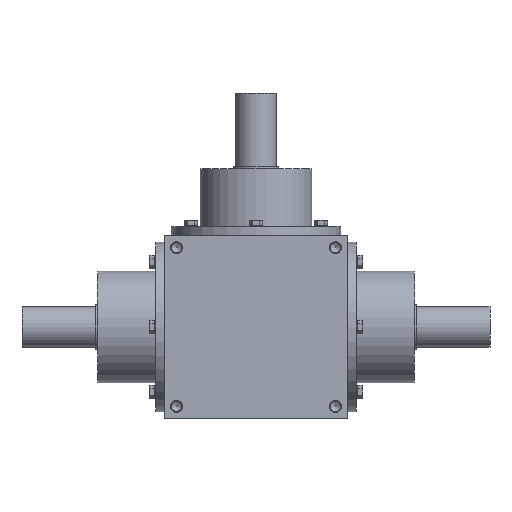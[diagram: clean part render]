
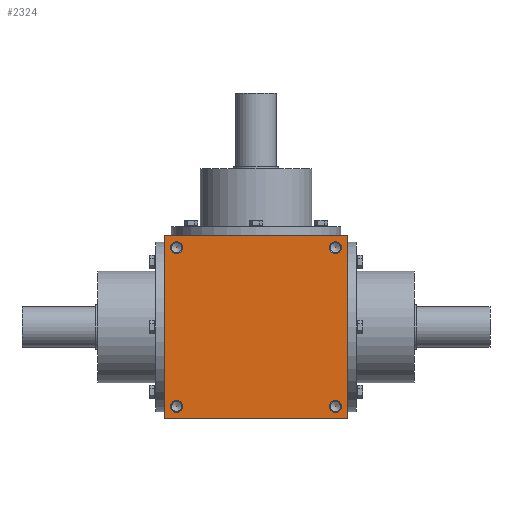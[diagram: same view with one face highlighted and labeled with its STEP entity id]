
A CAD part, front view. The second image highlights one B-rep face of the part: STEP entity #2324.
In plain terms, the highlighted planar face has unit normal (0, -1, 0).
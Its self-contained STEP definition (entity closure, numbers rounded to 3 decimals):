
#322=LINE('',#4192,#366);
#325=LINE('',#4206,#369);
#326=LINE('',#4208,#370);
#327=LINE('',#4210,#371);
#366=VECTOR('',#3390,1000.);
#369=VECTOR('',#3403,1000.);
#370=VECTOR('',#3404,1000.);
#371=VECTOR('',#3405,1000.);
#771=ORIENTED_EDGE('',*,*,#1209,.T.);
#772=ORIENTED_EDGE('',*,*,#1210,.T.);
#773=ORIENTED_EDGE('',*,*,#1211,.F.);
#774=ORIENTED_EDGE('',*,*,#1212,.F.);
#775=ORIENTED_EDGE('',*,*,#1213,.T.);
#776=ORIENTED_EDGE('',*,*,#1214,.F.);
#777=ORIENTED_EDGE('',*,*,#1215,.F.);
#778=ORIENTED_EDGE('',*,*,#1206,.T.);
#1206=EDGE_CURVE('',#1420,#1419,#322,.T.);
#1209=EDGE_CURVE('',#1422,#1422,#1568,.T.);
#1210=EDGE_CURVE('',#1423,#1423,#1569,.T.);
#1211=EDGE_CURVE('',#1424,#1424,#1570,.T.);
#1212=EDGE_CURVE('',#1425,#1425,#1571,.T.);
#1213=EDGE_CURVE('',#1419,#1426,#325,.T.);
#1214=EDGE_CURVE('',#1427,#1426,#326,.T.);
#1215=EDGE_CURVE('',#1420,#1427,#327,.T.);
#1419=VERTEX_POINT('',#4191);
#1420=VERTEX_POINT('',#4193);
#1422=VERTEX_POINT('',#4199);
#1423=VERTEX_POINT('',#4201);
#1424=VERTEX_POINT('',#4203);
#1425=VERTEX_POINT('',#4205);
#1426=VERTEX_POINT('',#4207);
#1427=VERTEX_POINT('',#4209);
#1568=CIRCLE('',#2705,8.);
#1569=CIRCLE('',#2706,8.);
#1570=CIRCLE('',#2707,8.);
#1571=CIRCLE('',#2708,8.);
#1739=EDGE_LOOP('',(#771));
#1740=EDGE_LOOP('',(#772));
#1741=EDGE_LOOP('',(#773));
#1742=EDGE_LOOP('',(#774));
#1743=EDGE_LOOP('',(#775,#776,#777,#778));
#2022=FACE_BOUND('',#1739,.T.);
#2023=FACE_BOUND('',#1740,.T.);
#2024=FACE_BOUND('',#1741,.T.);
#2025=FACE_BOUND('',#1742,.T.);
#2026=FACE_BOUND('',#1743,.T.);
#2237=PLANE('',#2704);
#2324=ADVANCED_FACE('',(#2022,#2023,#2024,#2025,#2026),#2237,.F.);
#2704=AXIS2_PLACEMENT_3D('',#4197,#3393,#3394);
#2705=AXIS2_PLACEMENT_3D('',#4198,#3395,#3396);
#2706=AXIS2_PLACEMENT_3D('',#4200,#3397,#3398);
#2707=AXIS2_PLACEMENT_3D('',#4202,#3399,#3400);
#2708=AXIS2_PLACEMENT_3D('',#4204,#3401,#3402);
#3390=DIRECTION('',(0.,0.,-1.));
#3393=DIRECTION('',(0.,1.,0.));
#3394=DIRECTION('',(0.,0.,1.));
#3395=DIRECTION('',(0.,1.,0.));
#3396=DIRECTION('',(0.,0.,1.));
#3397=DIRECTION('',(0.,1.,0.));
#3398=DIRECTION('',(0.,0.,1.));
#3399=DIRECTION('',(0.,-1.,0.));
#3400=DIRECTION('',(0.,0.,-1.));
#3401=DIRECTION('',(0.,-1.,0.));
#3402=DIRECTION('',(0.,0.,-1.));
#3403=DIRECTION('',(1.,0.,0.));
#3404=DIRECTION('',(0.,0.,-1.));
#3405=DIRECTION('',(1.,0.,0.));
#4191=CARTESIAN_POINT('',(-125.,-125.,-125.));
#4192=CARTESIAN_POINT('',(-125.,-125.,125.));
#4193=CARTESIAN_POINT('',(-125.,-125.,125.));
#4197=CARTESIAN_POINT('',(-125.,-125.,125.));
#4198=CARTESIAN_POINT('',(-108.,-125.,-108.));
#4199=CARTESIAN_POINT('',(-108.,-125.,-100.));
#4200=CARTESIAN_POINT('',(-108.,-125.,108.));
#4201=CARTESIAN_POINT('',(-108.,-125.,116.));
#4202=CARTESIAN_POINT('',(108.,-125.,-108.));
#4203=CARTESIAN_POINT('',(108.,-125.,-116.));
#4204=CARTESIAN_POINT('',(108.,-125.,108.));
#4205=CARTESIAN_POINT('',(108.,-125.,100.));
#4206=CARTESIAN_POINT('',(-125.,-125.,-125.));
#4207=CARTESIAN_POINT('',(125.,-125.,-125.));
#4208=CARTESIAN_POINT('',(125.,-125.,125.));
#4209=CARTESIAN_POINT('',(125.,-125.,125.));
#4210=CARTESIAN_POINT('',(-125.,-125.,125.));
